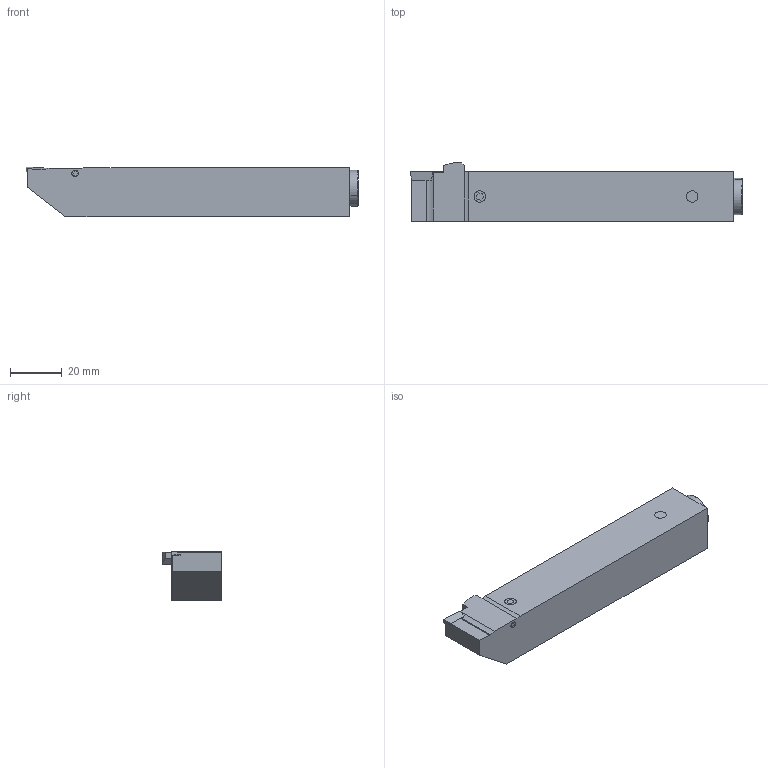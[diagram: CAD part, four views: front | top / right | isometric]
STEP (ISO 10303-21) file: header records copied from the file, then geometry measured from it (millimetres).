
FILE_DESCRIPTION (( 'STEP AP214' ), '1' );
FILE_NAME ('ISO-157-10.step', '2015-12-17T10:39:13', ( '' ), ( '' ), 'SwSTEP 2.0', 'SolidWorks 2015', '' );
FILE_SCHEMA (( 'AUTOMOTIVE_DESIGN' ));
Length unit declared in the file: millimetre
Products named in the file (1): ISO-157-10
Bounding box: 128.3 x 22.55 x 19.25 mm (x, y, z)
Volume: 43812.4 mm3; surface area: 10269.3 mm2
Topology: 1 solids, 1 shells, 72 faces, 216 edges, 154 vertices
Faces by surface type: plane 59, cylinder 9, torus 4
Entity records: 2672 total; most frequent: CARTESIAN_POINT 452, ORIENTED_EDGE 432, DIRECTION 422, EDGE_CURVE 216, VERTEX_POINT 154, LINE 150, VECTOR 150, AXIS2_PLACEMENT_3D 136
